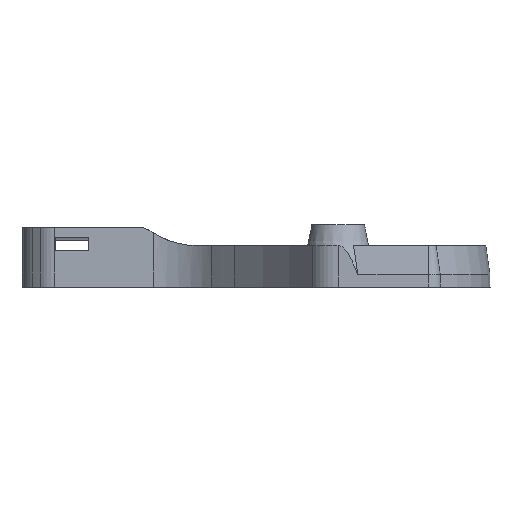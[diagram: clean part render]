
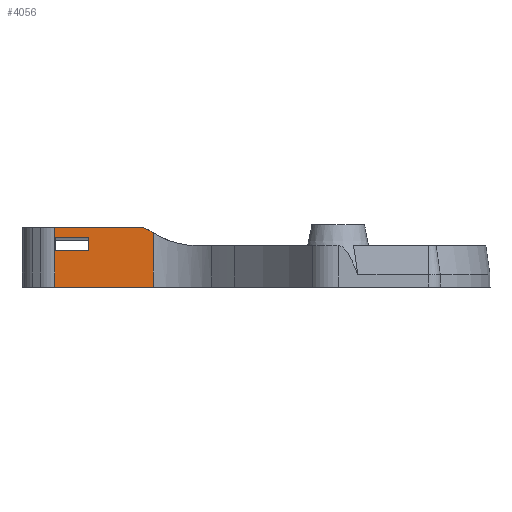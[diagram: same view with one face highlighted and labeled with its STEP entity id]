
A CAD part, front view. The second image highlights one B-rep face of the part: STEP entity #4056.
In plain terms, the highlighted planar face has unit normal (0, -1, 0).
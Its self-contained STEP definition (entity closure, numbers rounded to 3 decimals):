
#82 = CARTESIAN_POINT ( 'NONE',  ( 147.936, 53.141, 9.18 ) ) ;
#197 = CARTESIAN_POINT ( 'NONE',  ( 147.936, 53.141, 68.236 ) ) ;
#232 = CARTESIAN_POINT ( 'NONE',  ( 151.936, 53.141, 68.236 ) ) ;
#238 = VERTEX_POINT ( 'NONE', #5203 ) ;
#258 = CARTESIAN_POINT ( 'NONE',  ( 147.882, 53.141, 11.141 ) ) ;
#333 = ORIENTED_EDGE ( 'NONE', *, *, #1451, .T. ) ;
#487 = VERTEX_POINT ( 'NONE', #82 ) ;
#491 = LINE ( 'NONE', #3424, #4720 ) ;
#561 = EDGE_CURVE ( 'NONE', #4260, #1168, #491, .T. ) ;
#595 = VECTOR ( 'NONE', #5243, 1000. ) ;
#646 = VECTOR ( 'NONE', #4462, 1000. ) ;
#681 = DIRECTION ( 'NONE',  ( 0., 0., 1. ) ) ;
#790 = CARTESIAN_POINT ( 'NONE',  ( 151.936, 53.141, 9.18 ) ) ;
#867 = VERTEX_POINT ( 'NONE', #4741 ) ;
#1007 = EDGE_CURVE ( 'NONE', #5082, #3524, #4032, .T. ) ;
#1156 = EDGE_CURVE ( 'NONE', #3831, #4260, #4655, .T. ) ;
#1168 = VERTEX_POINT ( 'NONE', #2475 ) ;
#1451 = EDGE_CURVE ( 'NONE', #487, #3524, #4922, .T. ) ;
#1503 = ORIENTED_EDGE ( 'NONE', *, *, #1880, .T. ) ;
#1851 = CARTESIAN_POINT ( 'NONE',  ( 146.936, 53.141, 10.313 ) ) ;
#1872 = LINE ( 'NONE', #197, #4208 ) ;
#1880 = EDGE_CURVE ( 'NONE', #4801, #487, #1872, .T. ) ;
#1889 = CARTESIAN_POINT ( 'NONE',  ( 147.936, 53.141, 7.569 ) ) ;
#1982 = DIRECTION ( 'NONE',  ( 0., 0., 1. ) ) ;
#2001 = AXIS2_PLACEMENT_3D ( 'NONE', #2417, #4387, #2829 ) ;
#2176 = ORIENTED_EDGE ( 'NONE', *, *, #561, .T. ) ;
#2207 = DIRECTION ( 'NONE',  ( -1., 0., 0. ) ) ;
#2375 = CARTESIAN_POINT ( 'NONE',  ( 180.903, 53.141, 3.144 ) ) ;
#2417 = CARTESIAN_POINT ( 'NONE',  ( 146.936, 53.141, 11.508 ) ) ;
#2475 = CARTESIAN_POINT ( 'NONE',  ( 158.62, 53.141, 10.313 ) ) ;
#2507 = CARTESIAN_POINT ( 'NONE',  ( 146.936, 53.141, 7.569 ) ) ;
#2511 = VECTOR ( 'NONE', #5358, 1000. ) ;
#2829 = DIRECTION ( 'NONE',  ( 0., 0., -1. ) ) ;
#2860 = CARTESIAN_POINT ( 'NONE',  ( 159.722, 53.141, 3.144 ) ) ;
#3308 = VECTOR ( 'NONE', #4629, 1000. ) ;
#3329 = CARTESIAN_POINT ( 'NONE',  ( 151.936, 53.141, 7.569 ) ) ;
#3369 = ORIENTED_EDGE ( 'NONE', *, *, #4843, .F. ) ;
#3424 = CARTESIAN_POINT ( 'NONE',  ( 159.722, 53.141, 9.703 ) ) ;
#3524 = VERTEX_POINT ( 'NONE', #790 ) ;
#3540 = VECTOR ( 'NONE', #1982, 1000. ) ;
#3573 = FACE_BOUND ( 'NONE', #4430, .T. ) ;
#3597 = LINE ( 'NONE', #258, #3540 ) ;
#3815 = CARTESIAN_POINT ( 'NONE',  ( 159.722, 53.141, 11.508 ) ) ;
#3831 = VERTEX_POINT ( 'NONE', #2860 ) ;
#4012 = EDGE_CURVE ( 'NONE', #1168, #238, #4362, .T. ) ;
#4032 = LINE ( 'NONE', #232, #646 ) ;
#4038 = LINE ( 'NONE', #2375, #595 ) ;
#4049 = VECTOR ( 'NONE', #5039, 1000. ) ;
#4056 = ADVANCED_FACE ( 'NONE', ( #3573, #4797 ), #5208, .T. ) ;
#4155 = CARTESIAN_POINT ( 'NONE',  ( 146.936, 53.141, 9.18 ) ) ;
#4208 = VECTOR ( 'NONE', #681, 1000. ) ;
#4260 = VERTEX_POINT ( 'NONE', #4810 ) ;
#4309 = ORIENTED_EDGE ( 'NONE', *, *, #1007, .F. ) ;
#4362 = LINE ( 'NONE', #1851, #4608 ) ;
#4387 = DIRECTION ( 'NONE',  ( 0., -1., 0. ) ) ;
#4430 = EDGE_LOOP ( 'NONE', ( #333, #4309, #5165, #1503 ) ) ;
#4462 = DIRECTION ( 'NONE',  ( 0., 0., 1. ) ) ;
#4608 = VECTOR ( 'NONE', #2207, 1000. ) ;
#4629 = DIRECTION ( 'NONE',  ( -1., 0., 0. ) ) ;
#4655 = LINE ( 'NONE', #3815, #4049 ) ;
#4661 = LINE ( 'NONE', #2507, #3308 ) ;
#4720 = VECTOR ( 'NONE', #5091, 1000. ) ;
#4741 = CARTESIAN_POINT ( 'NONE',  ( 147.882, 53.141, 3.144 ) ) ;
#4797 = FACE_OUTER_BOUND ( 'NONE', #5376, .T. ) ;
#4801 = VERTEX_POINT ( 'NONE', #1889 ) ;
#4810 = CARTESIAN_POINT ( 'NONE',  ( 159.722, 53.141, 9.703 ) ) ;
#4843 = EDGE_CURVE ( 'NONE', #3831, #867, #4038, .T. ) ;
#4889 = ORIENTED_EDGE ( 'NONE', *, *, #1156, .T. ) ;
#4922 = LINE ( 'NONE', #4155, #2511 ) ;
#5039 = DIRECTION ( 'NONE',  ( 0., 0., 1. ) ) ;
#5059 = EDGE_CURVE ( 'NONE', #5082, #4801, #4661, .T. ) ;
#5082 = VERTEX_POINT ( 'NONE', #3329 ) ;
#5091 = DIRECTION ( 'NONE',  ( -0.875, 0., 0.485 ) ) ;
#5104 = ORIENTED_EDGE ( 'NONE', *, *, #4012, .T. ) ;
#5165 = ORIENTED_EDGE ( 'NONE', *, *, #5059, .T. ) ;
#5203 = CARTESIAN_POINT ( 'NONE',  ( 147.882, 53.141, 10.313 ) ) ;
#5208 = PLANE ( 'NONE',  #2001 ) ;
#5243 = DIRECTION ( 'NONE',  ( -1., 0., 0. ) ) ;
#5319 = ORIENTED_EDGE ( 'NONE', *, *, #5368, .F. ) ;
#5358 = DIRECTION ( 'NONE',  ( 1., 0., 0. ) ) ;
#5368 = EDGE_CURVE ( 'NONE', #867, #238, #3597, .T. ) ;
#5376 = EDGE_LOOP ( 'NONE', ( #2176, #5104, #5319, #3369, #4889 ) ) ;
